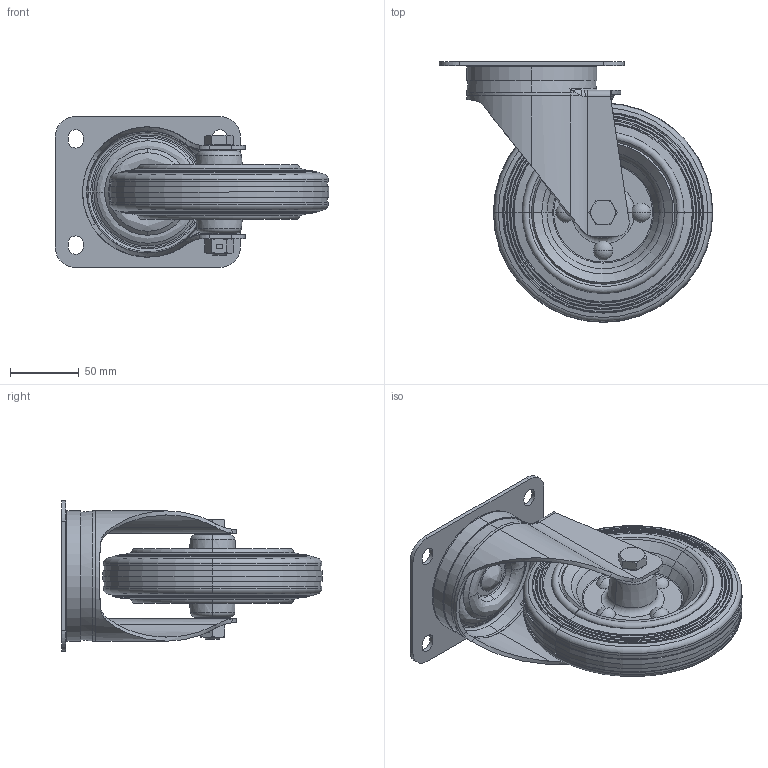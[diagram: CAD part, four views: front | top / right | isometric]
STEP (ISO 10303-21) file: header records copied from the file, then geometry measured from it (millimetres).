
FILE_DESCRIPTION (( 'STEP AP214' ), '1' );
FILE_NAME ('0029349_L-IS-SGS-160-R-3-grau.STEP', '2016-10-11T12:32:06', ( '' ), ( '' ), 'SwSTEP 2.0', 'SolidWorks 2016', '' );
FILE_SCHEMA (( 'AUTOMOTIVE_DESIGN' ));
Length unit declared in the file: millimetre
Products named in the file (1): 0029349_L-IS-SGS-160-R-3-grau
Bounding box: 199.5 x 190 x 110 mm (x, y, z)
Surface area: 233138.6 mm2 (no closed solid volume)
Topology: 0 solids, 26 shells, 967 faces, 2382 edges, 1498 vertices
Faces by surface type: plane 400, bspline 176, cone 160, cylinder 121, torus 110
Entity records: 46987 total; most frequent: CARTESIAN_POINT 13992, ORIENTED_EDGE 4732, DIRECTION 4413, EDGE_CURVE 2366, AXIS2_PLACEMENT_3D 1634, VERTEX_POINT 1498, VECTOR 1145, LINE 1145
